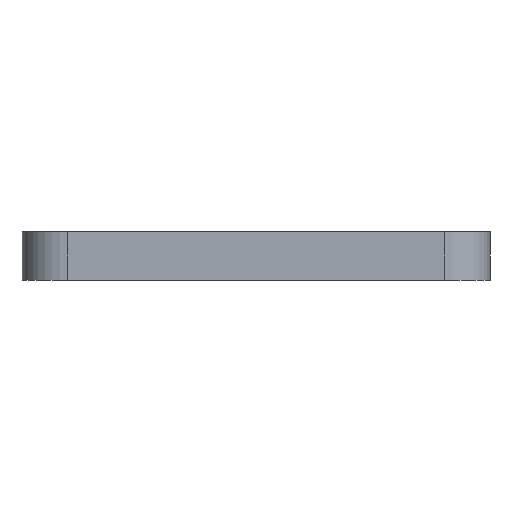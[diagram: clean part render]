
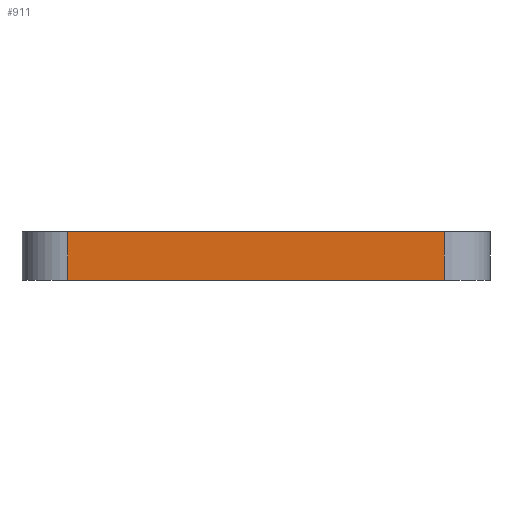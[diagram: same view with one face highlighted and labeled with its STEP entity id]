
A CAD part, left-side view. The second image highlights one B-rep face of the part: STEP entity #911.
In plain terms, the highlighted planar face has unit normal (-1, 0, 0).
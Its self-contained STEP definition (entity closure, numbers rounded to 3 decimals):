
#41=PLANE('',#1023);
#85=FACE_OUTER_BOUND('',#136,.T.);
#136=EDGE_LOOP('',(#797,#798,#799,#800));
#176=LINE('',#1405,#260);
#222=LINE('',#1548,#306);
#223=LINE('',#1551,#307);
#224=LINE('',#1552,#308);
#260=VECTOR('',#1116,10.);
#306=VECTOR('',#1276,10.);
#307=VECTOR('',#1279,10.);
#308=VECTOR('',#1280,10.);
#406=VERTEX_POINT('',#1402);
#407=VERTEX_POINT('',#1404);
#447=VERTEX_POINT('',#1546);
#448=VERTEX_POINT('',#1550);
#500=EDGE_CURVE('',#406,#407,#176,.T.);
#572=EDGE_CURVE('',#447,#407,#222,.T.);
#573=EDGE_CURVE('',#448,#447,#223,.T.);
#574=EDGE_CURVE('',#448,#406,#224,.T.);
#797=ORIENTED_EDGE('',*,*,#573,.T.);
#798=ORIENTED_EDGE('',*,*,#572,.T.);
#799=ORIENTED_EDGE('',*,*,#500,.F.);
#800=ORIENTED_EDGE('',*,*,#574,.F.);
#911=ADVANCED_FACE('',(#85),#41,.T.);
#1023=AXIS2_PLACEMENT_3D('',#1549,#1277,#1278);
#1116=DIRECTION('',(0.,-1.,0.));
#1276=DIRECTION('',(0.,0.,1.));
#1277=DIRECTION('center_axis',(-1.,0.,0.));
#1278=DIRECTION('ref_axis',(0.,-1.,0.));
#1279=DIRECTION('',(0.,-1.,0.));
#1280=DIRECTION('',(0.,0.,1.));
#1402=CARTESIAN_POINT('',(-154.2,99.727,10.));
#1404=CARTESIAN_POINT('',(-154.2,22.127,10.));
#1405=CARTESIAN_POINT('',(-154.2,99.727,10.));
#1546=CARTESIAN_POINT('',(-154.2,22.127,0.));
#1548=CARTESIAN_POINT('',(-154.2,22.127,0.));
#1549=CARTESIAN_POINT('Origin',(-154.2,99.727,0.));
#1550=CARTESIAN_POINT('',(-154.2,99.727,0.));
#1551=CARTESIAN_POINT('',(-154.2,99.727,0.));
#1552=CARTESIAN_POINT('',(-154.2,99.727,0.));
